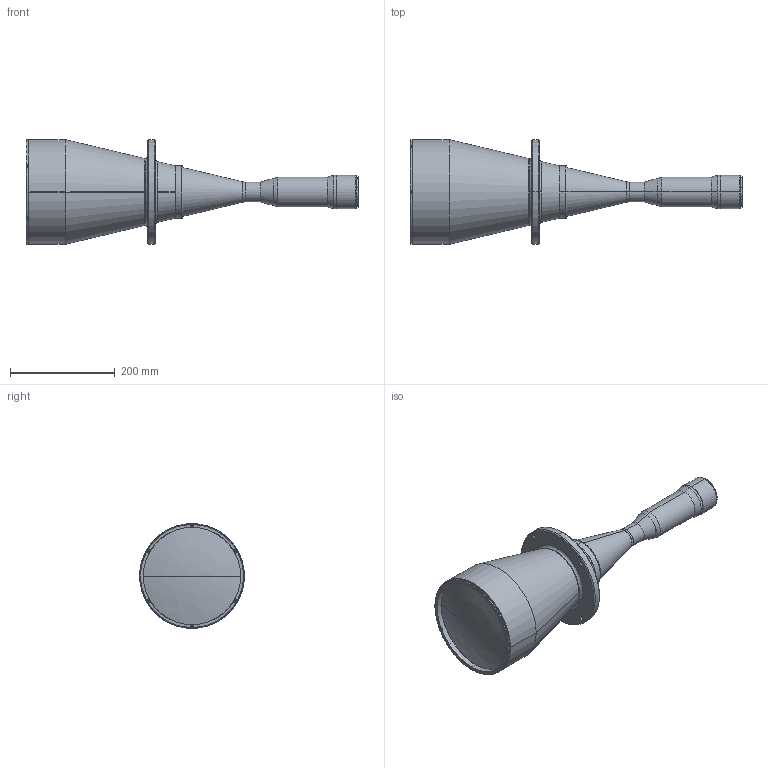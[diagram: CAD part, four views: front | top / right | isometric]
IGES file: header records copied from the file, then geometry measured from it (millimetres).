
Start section: SolidWorks IGES file using analytic representation for surfaces
Global section: file name: TC16M144-K.igs; native system: SolidWorks 2018; preprocessor: SolidWorks 2018; author: localUser; date: 181127.171951; units: millimetre
Bounding box: 634.44 x 200 x 200 mm (x, y, z)
Surface area: 317455.1 mm2 (no closed solid volume)
Topology: 0 solids, 0 shells, 181 faces, 3136 edges, 3135 vertices
Faces by surface type: bspline 92, revolution 89
